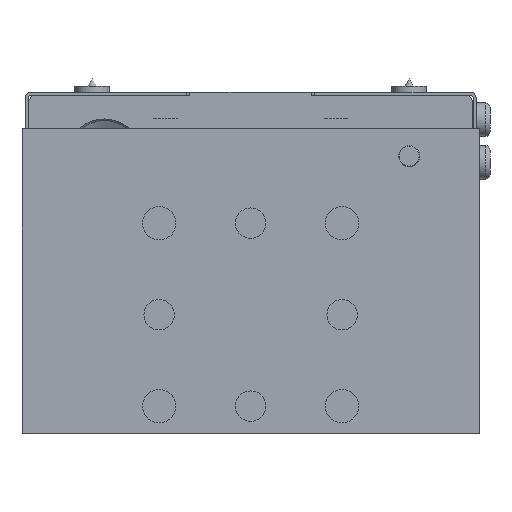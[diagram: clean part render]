
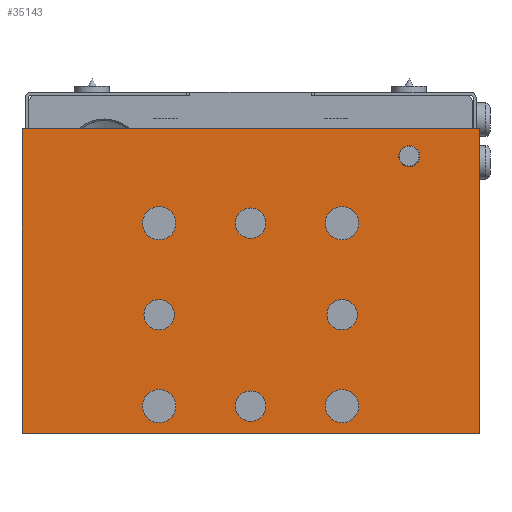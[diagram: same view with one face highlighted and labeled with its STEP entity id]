
A CAD part, left-side view. The second image highlights one B-rep face of the part: STEP entity #35143.
In plain terms, the highlighted face is planar.
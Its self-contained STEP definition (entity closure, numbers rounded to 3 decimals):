
#35005=CARTESIAN_POINT('',(360.,0.,49.));
#35006=DIRECTION('',(1.0,0.0,0.0));
#35007=DIRECTION('',(0.0,1.0,0.0));
#35008=AXIS2_PLACEMENT_3D('',#35005,#35006,#35007);
#35009=PLANE('',#35008);
#35010=CARTESIAN_POINT('',(360.,-75.,-1.));
#35011=VERTEX_POINT('',#35010);
#35012=CARTESIAN_POINT('',(360.,-75.,99.));
#35013=VERTEX_POINT('',#35012);
#35014=CARTESIAN_POINT('',(360.,-75.,-1.));
#35015=DIRECTION('',(0.0,0.0,1.0));
#35016=VECTOR('',#35015,100.);
#35017=LINE('',#35014,#35016);
#35018=EDGE_CURVE('',#35011,#35013,#35017,.T.);
#35019=ORIENTED_EDGE('',*,*,#35018,.F.);
#35020=CARTESIAN_POINT('',(360.,75.,-1.));
#35021=VERTEX_POINT('',#35020);
#35022=CARTESIAN_POINT('',(360.,75.,-1.));
#35023=DIRECTION('',(0.0,-1.0,0.0));
#35024=VECTOR('',#35023,150.);
#35025=LINE('',#35022,#35024);
#35026=EDGE_CURVE('',#35021,#35011,#35025,.T.);
#35027=ORIENTED_EDGE('',*,*,#35026,.F.);
#35028=CARTESIAN_POINT('',(360.,75.,99.));
#35029=VERTEX_POINT('',#35028);
#35030=CARTESIAN_POINT('',(360.,75.,99.));
#35031=DIRECTION('',(0.0,0.0,-1.0));
#35032=VECTOR('',#35031,100.0);
#35033=LINE('',#35030,#35032);
#35034=EDGE_CURVE('',#35029,#35021,#35033,.T.);
#35035=ORIENTED_EDGE('',*,*,#35034,.F.);
#35036=CARTESIAN_POINT('',(360.,-75.,99.));
#35037=DIRECTION('',(0.0,1.0,0.0));
#35038=VECTOR('',#35037,150.);
#35039=LINE('',#35036,#35038);
#35040=EDGE_CURVE('',#35013,#35029,#35039,.T.);
#35041=ORIENTED_EDGE('',*,*,#35040,.F.);
#35042=EDGE_LOOP('',(#35019,#35027,#35035,#35041));
#35043=FACE_OUTER_BOUND('',#35042,.T.);
#35044=CARTESIAN_POINT('',(360.,55.459,90.));
#35045=VERTEX_POINT('',#35044);
#35046=CARTESIAN_POINT('',(360.,52.,90.));
#35047=DIRECTION('',(-1.0,0.0,0.0));
#35048=DIRECTION('',(0.0,-1.0,0.0));
#35049=AXIS2_PLACEMENT_3D('',#35046,#35047,#35048);
#35050=CIRCLE('',#35049,3.459);
#35051=EDGE_CURVE('',#35045,#35045,#35050,.T.);
#35052=ORIENTED_EDGE('',*,*,#35051,.T.);
#35053=EDGE_LOOP('',(#35052));
#35054=FACE_BOUND('',#35053,.T.);
#35055=CARTESIAN_POINT('',(360.,5.,8.));
#35056=VERTEX_POINT('',#35055);
#35057=CARTESIAN_POINT('',(360.,0.,8.));
#35058=DIRECTION('',(-1.0,0.0,0.0));
#35059=DIRECTION('',(0.0,1.0,0.0));
#35060=AXIS2_PLACEMENT_3D('',#35057,#35058,#35059);
#35061=CIRCLE('',#35060,5.0);
#35062=EDGE_CURVE('',#35056,#35056,#35061,.T.);
#35063=ORIENTED_EDGE('',*,*,#35062,.T.);
#35064=EDGE_LOOP('',(#35063));
#35065=FACE_BOUND('',#35064,.T.);
#35066=CARTESIAN_POINT('',(360.,5.,68.));
#35067=VERTEX_POINT('',#35066);
#35068=CARTESIAN_POINT('',(360.,0.,68.));
#35069=DIRECTION('',(-1.0,0.0,0.0));
#35070=DIRECTION('',(0.0,1.0,0.0));
#35071=AXIS2_PLACEMENT_3D('',#35068,#35069,#35070);
#35072=CIRCLE('',#35071,5.0);
#35073=EDGE_CURVE('',#35067,#35067,#35072,.T.);
#35074=ORIENTED_EDGE('',*,*,#35073,.T.);
#35075=EDGE_LOOP('',(#35074));
#35076=FACE_BOUND('',#35075,.T.);
#35077=CARTESIAN_POINT('',(360.,-25.,38.));
#35078=VERTEX_POINT('',#35077);
#35079=CARTESIAN_POINT('',(360.,-30.,38.));
#35080=DIRECTION('',(-1.0,0.0,0.0));
#35081=DIRECTION('',(0.0,1.0,0.0));
#35082=AXIS2_PLACEMENT_3D('',#35079,#35080,#35081);
#35083=CIRCLE('',#35082,5.0);
#35084=EDGE_CURVE('',#35078,#35078,#35083,.T.);
#35085=ORIENTED_EDGE('',*,*,#35084,.T.);
#35086=EDGE_LOOP('',(#35085));
#35087=FACE_BOUND('',#35086,.T.);
#35088=CARTESIAN_POINT('',(360.,35.,38.));
#35089=VERTEX_POINT('',#35088);
#35090=CARTESIAN_POINT('',(360.,30.,38.));
#35091=DIRECTION('',(-1.0,0.0,0.0));
#35092=DIRECTION('',(0.0,1.0,0.0));
#35093=AXIS2_PLACEMENT_3D('',#35090,#35091,#35092);
#35094=CIRCLE('',#35093,5.0);
#35095=EDGE_CURVE('',#35089,#35089,#35094,.T.);
#35096=ORIENTED_EDGE('',*,*,#35095,.T.);
#35097=EDGE_LOOP('',(#35096));
#35098=FACE_BOUND('',#35097,.T.);
#35099=CARTESIAN_POINT('',(360.,-24.5,68.));
#35100=VERTEX_POINT('',#35099);
#35101=CARTESIAN_POINT('',(360.,-30.,68.));
#35102=DIRECTION('',(-1.0,0.0,0.0));
#35103=DIRECTION('',(0.0,-1.0,0.0));
#35104=AXIS2_PLACEMENT_3D('',#35101,#35102,#35103);
#35105=CIRCLE('',#35104,5.5);
#35106=EDGE_CURVE('',#35100,#35100,#35105,.T.);
#35107=ORIENTED_EDGE('',*,*,#35106,.T.);
#35108=EDGE_LOOP('',(#35107));
#35109=FACE_BOUND('',#35108,.T.);
#35110=CARTESIAN_POINT('',(360.,35.5,8.));
#35111=VERTEX_POINT('',#35110);
#35112=CARTESIAN_POINT('',(360.,30.,8.));
#35113=DIRECTION('',(-1.0,0.0,0.0));
#35114=DIRECTION('',(0.0,-1.0,0.0));
#35115=AXIS2_PLACEMENT_3D('',#35112,#35113,#35114);
#35116=CIRCLE('',#35115,5.5);
#35117=EDGE_CURVE('',#35111,#35111,#35116,.T.);
#35118=ORIENTED_EDGE('',*,*,#35117,.T.);
#35119=EDGE_LOOP('',(#35118));
#35120=FACE_BOUND('',#35119,.T.);
#35121=CARTESIAN_POINT('',(360.,35.5,68.));
#35122=VERTEX_POINT('',#35121);
#35123=CARTESIAN_POINT('',(360.,30.,68.));
#35124=DIRECTION('',(-1.0,0.0,0.0));
#35125=DIRECTION('',(0.0,-1.0,0.0));
#35126=AXIS2_PLACEMENT_3D('',#35123,#35124,#35125);
#35127=CIRCLE('',#35126,5.5);
#35128=EDGE_CURVE('',#35122,#35122,#35127,.T.);
#35129=ORIENTED_EDGE('',*,*,#35128,.T.);
#35130=EDGE_LOOP('',(#35129));
#35131=FACE_BOUND('',#35130,.T.);
#35132=CARTESIAN_POINT('',(360.,-24.5,8.));
#35133=VERTEX_POINT('',#35132);
#35134=CARTESIAN_POINT('',(360.,-30.,8.));
#35135=DIRECTION('',(-1.0,0.0,0.0));
#35136=DIRECTION('',(0.0,-1.0,0.0));
#35137=AXIS2_PLACEMENT_3D('',#35134,#35135,#35136);
#35138=CIRCLE('',#35137,5.5);
#35139=EDGE_CURVE('',#35133,#35133,#35138,.T.);
#35140=ORIENTED_EDGE('',*,*,#35139,.T.);
#35141=EDGE_LOOP('',(#35140));
#35142=FACE_BOUND('',#35141,.T.);
#35143=ADVANCED_FACE('',(#35043,#35054,#35065,#35076,#35087,#35098,#35109,#35120,#35131,#35142),#35009,.T.);
